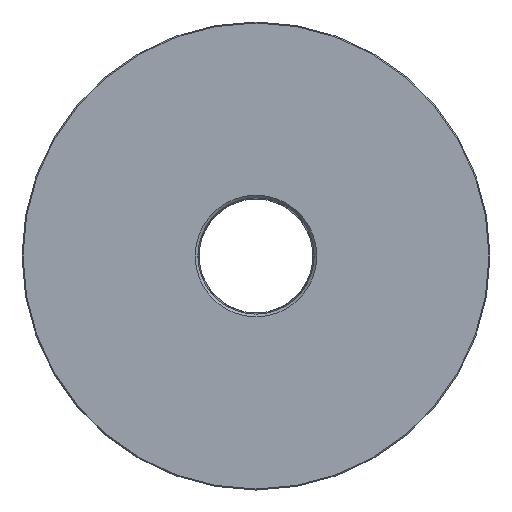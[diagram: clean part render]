
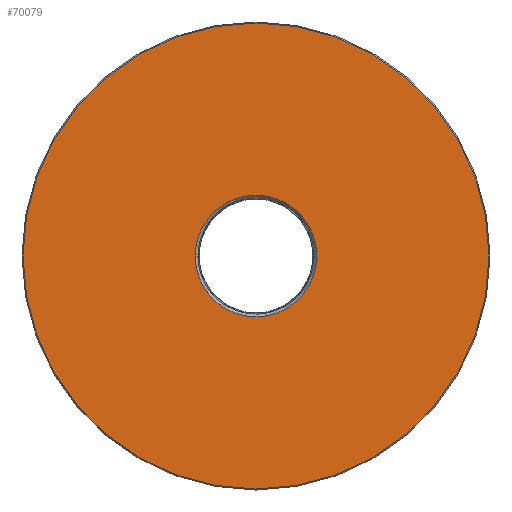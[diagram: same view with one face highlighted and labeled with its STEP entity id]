
A CAD part, front view. The second image highlights one B-rep face of the part: STEP entity #70079.
In plain terms, the highlighted planar face has unit normal (0, -1, 0).
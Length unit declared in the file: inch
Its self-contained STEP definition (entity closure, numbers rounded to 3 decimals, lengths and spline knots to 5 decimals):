
#70028=CARTESIAN_POINT('',(4.5425,0.,0.));
#70029=VERTEX_POINT('',#70028);
#70030=CARTESIAN_POINT('',(0.0,0.,0.0));
#70031=DIRECTION('',(0.0,1.0,0.0));
#70032=DIRECTION('',(-1.0,0.0,0.0));
#70033=AXIS2_PLACEMENT_3D('',#70030,#70031,#70032);
#70034=CIRCLE('',#70033,4.5425);
#70035=EDGE_CURVE('',#70029,#70029,#70034,.T.);
#70060=CARTESIAN_POINT('',(2.84866,0.,0.0));
#70061=DIRECTION('',(0.0,-1.0,0.0));
#70062=DIRECTION('',(0.0,0.0,-1.0));
#70063=AXIS2_PLACEMENT_3D('',#70060,#70061,#70062);
#70064=PLANE('',#70063);
#70065=ORIENTED_EDGE('',*,*,#70035,.F.);
#70066=EDGE_LOOP('',(#70065));
#70067=FACE_OUTER_BOUND('',#70066,.T.);
#70068=CARTESIAN_POINT('',(1.18483,0.0,0.));
#70069=VERTEX_POINT('',#70068);
#70070=CARTESIAN_POINT('',(0.0,0.0,0.0));
#70071=DIRECTION('',(0.0,-1.0,0.0));
#70072=DIRECTION('',(-1.0,0.0,0.0));
#70073=AXIS2_PLACEMENT_3D('',#70070,#70071,#70072);
#70074=CIRCLE('',#70073,1.18483);
#70075=EDGE_CURVE('',#70069,#70069,#70074,.T.);
#70076=ORIENTED_EDGE('',*,*,#70075,.F.);
#70077=EDGE_LOOP('',(#70076));
#70078=FACE_BOUND('',#70077,.T.);
#70079=ADVANCED_FACE('',(#70067,#70078),#70064,.T.);
